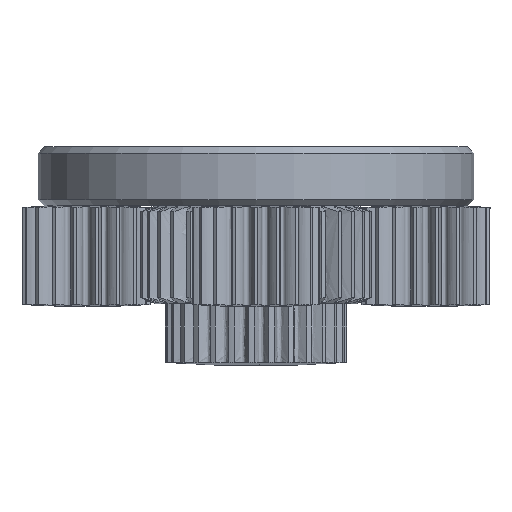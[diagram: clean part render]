
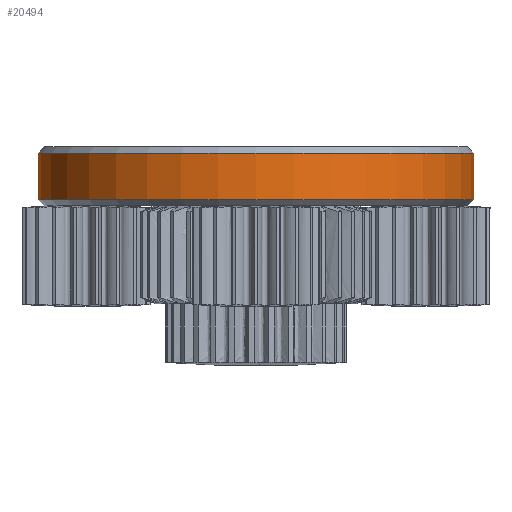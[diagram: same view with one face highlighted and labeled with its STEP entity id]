
A CAD part, left-side view. The second image highlights one B-rep face of the part: STEP entity #20494.
In plain terms, the highlighted cylindrical face has radius 17.35 mm (diameter 34.7 mm), a partial arc.
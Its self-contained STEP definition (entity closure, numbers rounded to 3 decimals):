
#866 = VECTOR ( 'NONE', #31368, 1000. ) ;
#898 = CIRCLE ( 'NONE', #32392, 17.35 ) ;
#910 = CARTESIAN_POINT ( 'NONE',  ( 0., 0., 1.85 ) ) ;
#1534 = FACE_OUTER_BOUND ( 'NONE', #9777, .T. ) ;
#2386 = VERTEX_POINT ( 'NONE', #3671 ) ;
#3592 = DIRECTION ( 'NONE',  ( 1., 0., 0. ) ) ;
#3671 = CARTESIAN_POINT ( 'NONE',  ( 17.35, 0., 1.85 ) ) ;
#5570 = EDGE_CURVE ( 'NONE', #30961, #2386, #898, .T. ) ;
#6292 = AXIS2_PLACEMENT_3D ( 'NONE', #15732, #34475, #18444 ) ;
#6678 = DIRECTION ( 'NONE',  ( -1., 0., 0. ) ) ;
#7065 = ORIENTED_EDGE ( 'NONE', *, *, #24540, .T. ) ;
#8411 = CARTESIAN_POINT ( 'NONE',  ( 17.35, 0., 2.35 ) ) ;
#8533 = CARTESIAN_POINT ( 'NONE',  ( 0., 0., 2.35 ) ) ;
#8951 = LINE ( 'NONE', #8411, #23260 ) ;
#9777 = EDGE_LOOP ( 'NONE', ( #15718, #16950, #7065, #19335 ) ) ;
#15191 = LINE ( 'NONE', #31487, #866 ) ;
#15718 = ORIENTED_EDGE ( 'NONE', *, *, #5570, .T. ) ;
#15732 = CARTESIAN_POINT ( 'NONE',  ( 0., 0., -1.85 ) ) ;
#16950 = ORIENTED_EDGE ( 'NONE', *, *, #29651, .T. ) ;
#18252 = CARTESIAN_POINT ( 'NONE',  ( 17.35, 0., -1.85 ) ) ;
#18444 = DIRECTION ( 'NONE',  ( 1., 0., 0. ) ) ;
#19335 = ORIENTED_EDGE ( 'NONE', *, *, #34828, .F. ) ;
#19704 = DIRECTION ( 'NONE',  ( 0., 0., -1. ) ) ;
#20494 = ADVANCED_FACE ( 'NONE', ( #1534 ), #32989, .T. ) ;
#22935 = AXIS2_PLACEMENT_3D ( 'NONE', #8533, #24598, #6678 ) ;
#23260 = VECTOR ( 'NONE', #27192, 1000. ) ;
#23643 = CARTESIAN_POINT ( 'NONE',  ( -17.35, 0., 1.85 ) ) ;
#24540 = EDGE_CURVE ( 'NONE', #29152, #33930, #33845, .T. ) ;
#24598 = DIRECTION ( 'NONE',  ( 0., 0., -1. ) ) ;
#27192 = DIRECTION ( 'NONE',  ( 0., 0., -1. ) ) ;
#29152 = VERTEX_POINT ( 'NONE', #18252 ) ;
#29651 = EDGE_CURVE ( 'NONE', #2386, #29152, #8951, .T. ) ;
#30961 = VERTEX_POINT ( 'NONE', #23643 ) ;
#31368 = DIRECTION ( 'NONE',  ( 0., 0., -1. ) ) ;
#31487 = CARTESIAN_POINT ( 'NONE',  ( -17.35, 0., 2.35 ) ) ;
#32392 = AXIS2_PLACEMENT_3D ( 'NONE', #910, #19704, #3592 ) ;
#32989 = CYLINDRICAL_SURFACE ( 'NONE', #22935, 17.35 ) ;
#33443 = CARTESIAN_POINT ( 'NONE',  ( -17.35, 0., -1.85 ) ) ;
#33845 = CIRCLE ( 'NONE', #6292, 17.35 ) ;
#33930 = VERTEX_POINT ( 'NONE', #33443 ) ;
#34475 = DIRECTION ( 'NONE',  ( 0., 0., 1. ) ) ;
#34828 = EDGE_CURVE ( 'NONE', #30961, #33930, #15191, .T. ) ;
